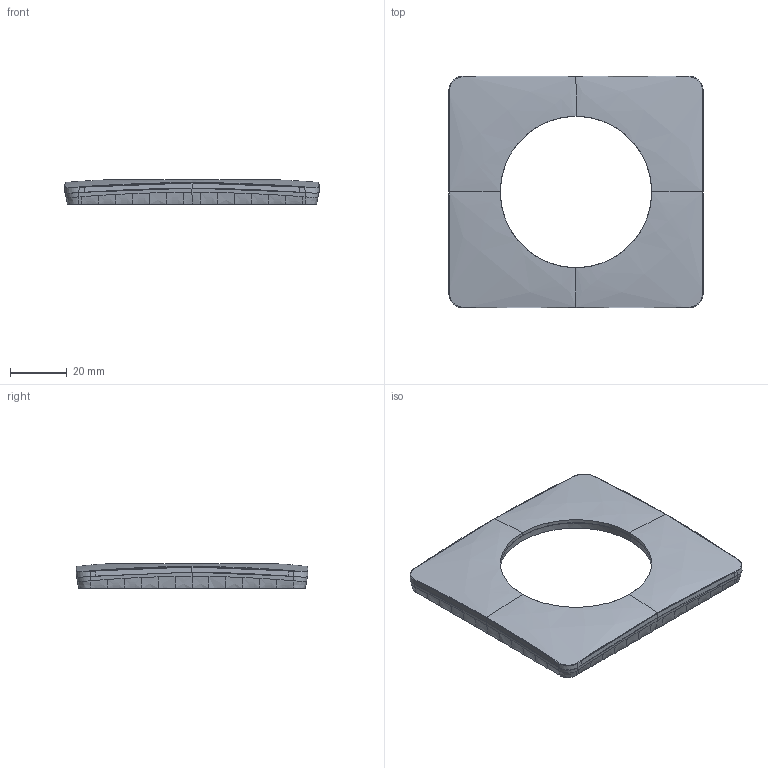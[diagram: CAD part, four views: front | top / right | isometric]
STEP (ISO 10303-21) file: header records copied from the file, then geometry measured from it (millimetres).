
FILE_DESCRIPTION(('CATIA V5 STEP Exchange','CAx-IF Rec.Pracs.--- Model Styling and Organization---1.5--- 2016-08-15','CAx-IF Rec.Pracs.---Supplemental Geometry---1.0---2011-11-01','CAx-IF Rec.Pracs.--- Composite Materials ---1.1---2010-07-15'),'2;1');
FILE_NAME('ED08977 peau.stp','2023-06-16T08:42:05+00:00',('none'),('none'),'CATIA Version 5-6 Release 2020 SP3','CATIA V5 STEP AP214 v2','none');
FILE_SCHEMA(('AUTOMOTIVE_DESIGN { 1 0 10303 214 1 1 1 1 }'));
Length unit declared in the file: millimetre
Products named in the file (1): ED08977 peau
Bounding box: 90 x 82 x 8.7 mm (x, y, z)
Surface area: 14729.6 mm2 (no closed solid volume)
Topology: 0 solids, 1 shells, 190 faces, 475 edges, 293 vertices
Faces by surface type: bspline 160, plane 24, cone 4, cylinder 2
Entity records: 26860 total; most frequent: CARTESIAN_POINT 23738, ORIENTED_EDGE 950, EDGE_CURVE 475, B_SPLINE_CURVE_WITH_KNOTS 439, VERTEX_POINT 293, EDGE_LOOP 198, ADVANCED_FACE 190, FACE_OUTER_BOUND 190
